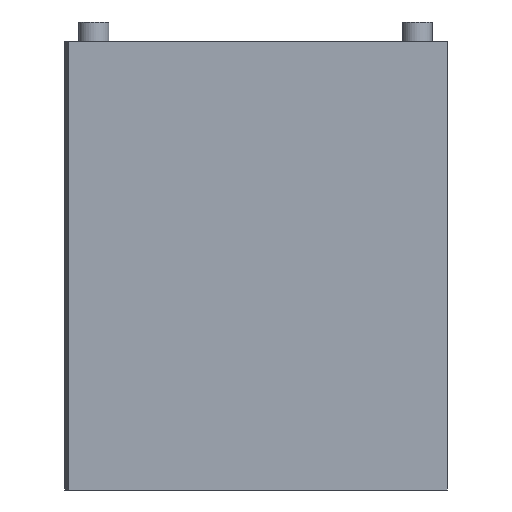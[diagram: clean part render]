
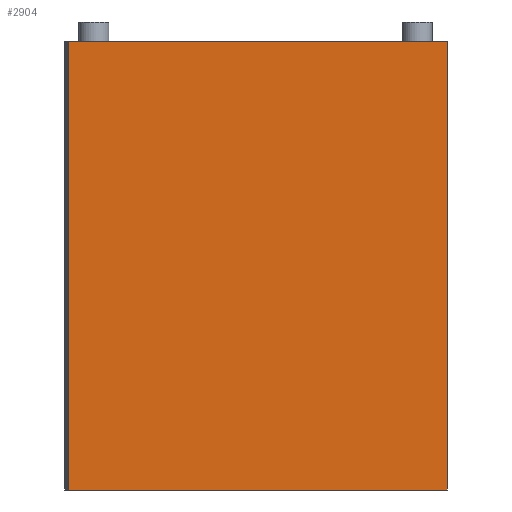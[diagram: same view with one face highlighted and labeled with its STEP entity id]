
A CAD part, front view. The second image highlights one B-rep face of the part: STEP entity #2904.
In plain terms, the highlighted planar face has unit normal (0, -1, 0).
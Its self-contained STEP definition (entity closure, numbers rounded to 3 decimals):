
#88=PLANE('',#3106);
#268=FACE_OUTER_BOUND('',#449,.T.);
#449=EDGE_LOOP('',(#2252,#2253,#2254,#2255));
#708=LINE('',#4408,#1076);
#709=LINE('',#4410,#1077);
#710=LINE('',#4412,#1078);
#711=LINE('',#4413,#1079);
#1076=VECTOR('',#3490,10.);
#1077=VECTOR('',#3491,10.);
#1078=VECTOR('',#3492,10.);
#1079=VECTOR('',#3493,10.);
#1442=VERTEX_POINT('',#4406);
#1443=VERTEX_POINT('',#4407);
#1444=VERTEX_POINT('',#4409);
#1445=VERTEX_POINT('',#4411);
#1746=EDGE_CURVE('',#1442,#1443,#708,.T.);
#1747=EDGE_CURVE('',#1443,#1444,#709,.T.);
#1748=EDGE_CURVE('',#1444,#1445,#710,.T.);
#1749=EDGE_CURVE('',#1445,#1442,#711,.T.);
#2252=ORIENTED_EDGE('',*,*,#1746,.T.);
#2253=ORIENTED_EDGE('',*,*,#1747,.T.);
#2254=ORIENTED_EDGE('',*,*,#1748,.T.);
#2255=ORIENTED_EDGE('',*,*,#1749,.T.);
#2904=ADVANCED_FACE('',(#268),#88,.F.);
#3106=AXIS2_PLACEMENT_3D('',#4405,#3488,#3489);
#3488=DIRECTION('center_axis',(0.,1.,0.));
#3489=DIRECTION('ref_axis',(1.,0.,0.));
#3490=DIRECTION('',(1.,0.,0.));
#3491=DIRECTION('',(0.,0.,1.));
#3492=DIRECTION('',(-1.,0.,0.));
#3493=DIRECTION('',(0.,0.,-1.));
#4405=CARTESIAN_POINT('Origin',(150.,0.,225.));
#4406=CARTESIAN_POINT('',(0.,0.,0.));
#4407=CARTESIAN_POINT('',(380.,0.,0.));
#4408=CARTESIAN_POINT('',(300.,0.,0.));
#4409=CARTESIAN_POINT('',(380.,0.,450.));
#4410=CARTESIAN_POINT('',(380.,0.,0.));
#4411=CARTESIAN_POINT('',(0.,0.,450.));
#4412=CARTESIAN_POINT('',(300.,0.,450.));
#4413=CARTESIAN_POINT('',(0.,0.,450.));
